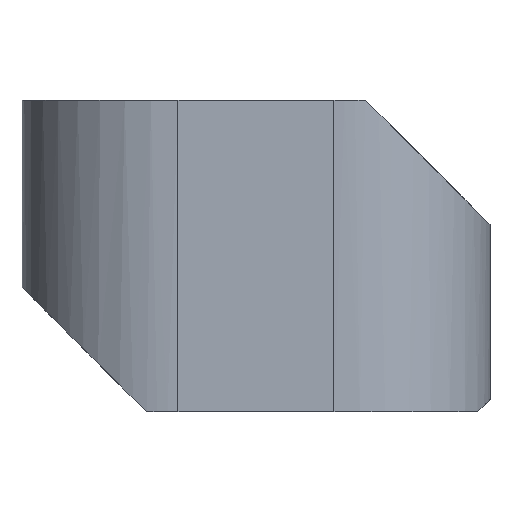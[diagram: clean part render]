
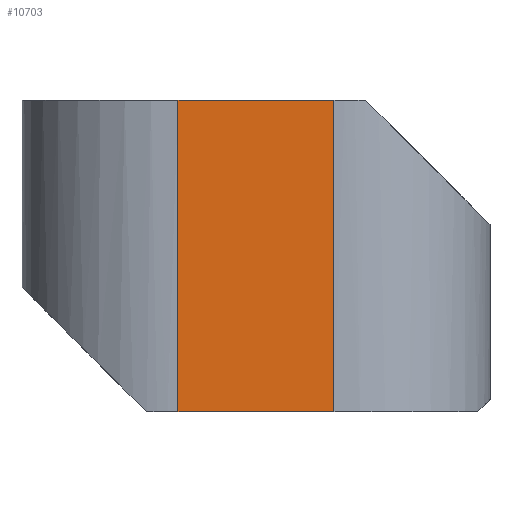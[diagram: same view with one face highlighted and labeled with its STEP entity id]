
A CAD part, front view. The second image highlights one B-rep face of the part: STEP entity #10703.
In plain terms, the highlighted planar face has unit normal (0, -1, 0).
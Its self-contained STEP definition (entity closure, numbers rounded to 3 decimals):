
#180=PLANE('',#11107);
#445=LINE('',#16423,#1116);
#894=LINE('',#34404,#1565);
#895=LINE('',#34411,#1566);
#896=LINE('',#34413,#1567);
#1116=VECTOR('',#11424,10.);
#1565=VECTOR('',#12331,10.);
#1566=VECTOR('',#12340,10.);
#1567=VECTOR('',#12343,10.);
#2377=FACE_OUTER_BOUND('',#3065,.T.);
#3065=EDGE_LOOP('',(#9171,#9172,#9173,#9174));
#4111=VERTEX_POINT('',#16420);
#4112=VERTEX_POINT('',#16422);
#4778=VERTEX_POINT('',#34403);
#4780=VERTEX_POINT('',#34409);
#5100=EDGE_CURVE('',#4111,#4112,#445,.T.);
#6275=EDGE_CURVE('',#4112,#4778,#894,.T.);
#6279=EDGE_CURVE('',#4780,#4111,#895,.T.);
#6280=EDGE_CURVE('',#4780,#4778,#896,.T.);
#9171=ORIENTED_EDGE('',*,*,#6279,.F.);
#9172=ORIENTED_EDGE('',*,*,#6280,.T.);
#9173=ORIENTED_EDGE('',*,*,#6275,.F.);
#9174=ORIENTED_EDGE('',*,*,#5100,.F.);
#10703=ADVANCED_FACE('',(#2377),#180,.T.);
#11107=AXIS2_PLACEMENT_3D('',#34412,#12341,#12342);
#11424=DIRECTION('',(1.,0.,0.));
#12331=DIRECTION('',(0.,0.,-1.));
#12340=DIRECTION('',(0.,0.,1.));
#12341=DIRECTION('center_axis',(0.,-1.,0.));
#12342=DIRECTION('ref_axis',(1.,0.,0.));
#12343=DIRECTION('',(1.,0.,0.));
#16420=CARTESIAN_POINT('',(-2.5,-20.,10.));
#16422=CARTESIAN_POINT('',(2.5,-20.,10.));
#16423=CARTESIAN_POINT('',(-7.5,-20.,10.));
#34403=CARTESIAN_POINT('',(2.5,-20.,0.));
#34404=CARTESIAN_POINT('',(2.5,-20.,0.));
#34409=CARTESIAN_POINT('',(-2.5,-20.,0.));
#34411=CARTESIAN_POINT('',(-2.5,-20.,0.));
#34412=CARTESIAN_POINT('Origin',(-7.5,-20.,0.));
#34413=CARTESIAN_POINT('',(-7.5,-20.,0.));
